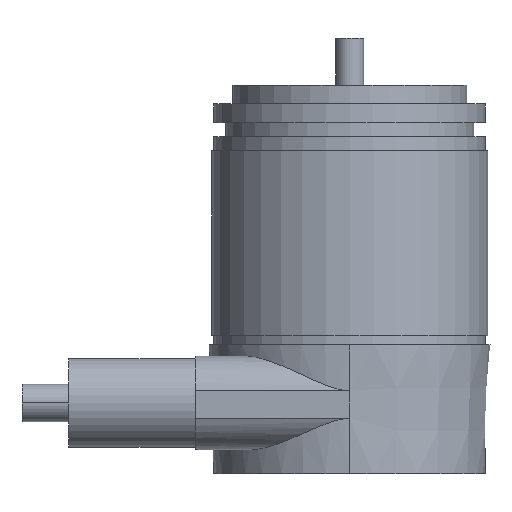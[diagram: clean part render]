
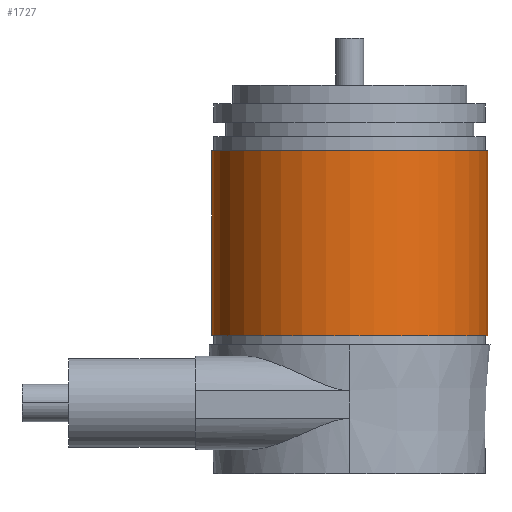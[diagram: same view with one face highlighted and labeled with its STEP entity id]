
A CAD part, front view. The second image highlights one B-rep face of the part: STEP entity #1727.
In plain terms, the highlighted cylindrical face has radius 29.5 mm (diameter 59 mm), a partial arc.
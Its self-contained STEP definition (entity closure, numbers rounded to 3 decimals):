
#531=CARTESIAN_POINT('',(0.,0.,15.75));
#532=DIRECTION('',(0.,0.,1.));
#533=DIRECTION('',(-1.,0.,0.));
#534=AXIS2_PLACEMENT_3D('',#531,#532,#533);
#539=DIRECTION('',(0.,0.,1.));
#540=VECTOR('',#539,39.5);
#541=CARTESIAN_POINT('',(-29.5,0.,15.75));
#542=LINE('',#541,#540);
#554=DIRECTION('',(0.,0.,1.));
#555=VECTOR('',#554,39.5);
#556=CARTESIAN_POINT('',(29.5,0.,15.75));
#557=LINE('',#556,#555);
#569=CARTESIAN_POINT('',(0.,0.,55.25));
#570=DIRECTION('',(0.,0.,1.));
#571=DIRECTION('',(-1.,0.,0.));
#572=AXIS2_PLACEMENT_3D('',#569,#570,#571);
#1181=CARTESIAN_POINT('',(-29.5,0.,15.75));
#1182=CARTESIAN_POINT('',(-29.5,0.,55.25));
#1183=VERTEX_POINT('',#1181);
#1184=VERTEX_POINT('',#1182);
#1205=CARTESIAN_POINT('',(29.5,0.,15.75));
#1206=CARTESIAN_POINT('',(29.5,0.,55.25));
#1207=VERTEX_POINT('',#1205);
#1208=VERTEX_POINT('',#1206);
#1713=CARTESIAN_POINT('',(0.,0.,10.475));
#1714=DIRECTION('',(0.,0.,1.));
#1715=DIRECTION('',(-1.,0.,0.));
#1716=AXIS2_PLACEMENT_3D('',#1713,#1714,#1715);
#1717=CYLINDRICAL_SURFACE('',#1716,29.5);
#1719=ORIENTED_EDGE('',*,*,#1718,.T.);
#1721=ORIENTED_EDGE('',*,*,#1720,.T.);
#1723=ORIENTED_EDGE('',*,*,#1722,.F.);
#1724=ORIENTED_EDGE('',*,*,#1702,.F.);
#1725=EDGE_LOOP('',(#1719,#1721,#1723,#1724));
#1726=FACE_OUTER_BOUND('',#1725,.F.);
#535=CIRCLE('',#534,29.5);
#573=CIRCLE('',#572,29.5);
#1702=EDGE_CURVE('',#1183,#1207,#535,.T.);
#1718=EDGE_CURVE('',#1183,#1184,#542,.T.);
#1720=EDGE_CURVE('',#1184,#1208,#573,.T.);
#1722=EDGE_CURVE('',#1207,#1208,#557,.T.);
#1727=ADVANCED_FACE('',(#1726),#1717,.T.);
